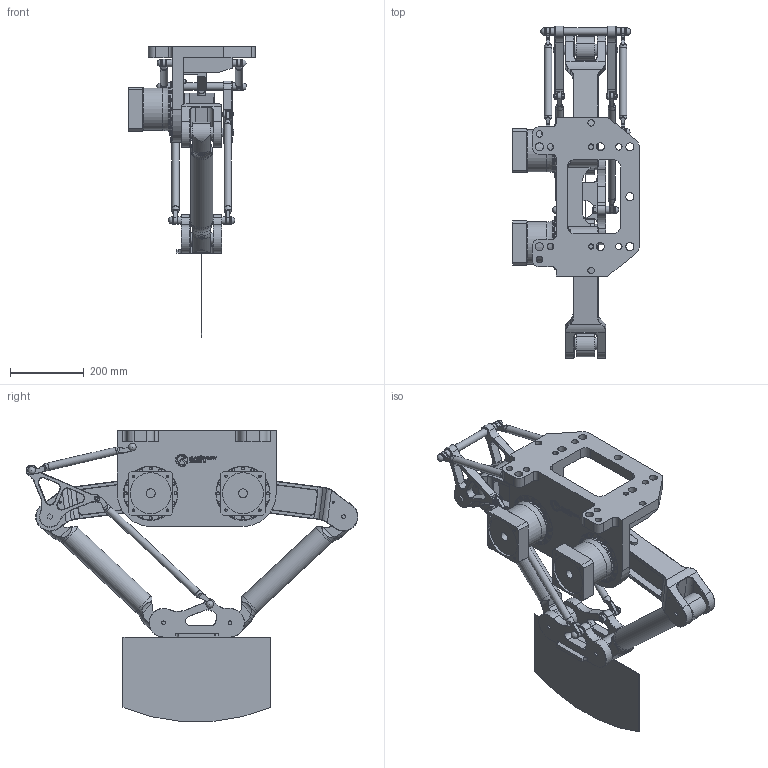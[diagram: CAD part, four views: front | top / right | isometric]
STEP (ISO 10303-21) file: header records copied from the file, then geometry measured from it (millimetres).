
FILE_DESCRIPTION(/* description */ (''),/* implementation_level */ '2;1');
FILE_NAME(/* name */ '3D-model_A_00932.stp',/* time_stamp */ '2025-03-25T15:15:03+01:00',/* author */ ('lars.merkel'),/* organization */ ('Majatronic'),/* preprocessor_version */ 'ST-DEVELOPER v19.2',/* originating_system */ 'Autodesk Inventor 2023',/* authorisation */ '');
FILE_SCHEMA (('AUTOMOTIVE_DESIGN { 1 0 10303 214 3 1 1 }'));
Products named in the file (12): A_00927_DUMMY; MT_BGR00020908MT_BGR; MT_WST00065198MT_WST; MT_WST00055121MT_WST; MT_WST00065199MT_WST; MT_WST00060925MT_WST; MT_WST00112058 Dummy Oberarm; MT_WST00112061; MT_WST00112060; MT_WST00112062; MT_WST00112023; MT_WST00112056
Assembly tree (15 placements, depth 3):
  A_00927_DUMMY
    MT_BGR00020908MT_BGR
      MT_WST00065198MT_WST
      MT_WST00055121MT_WST  x2
    MT_WST00065199MT_WST
    MT_WST00060925MT_WST
    MT_WST00112058 Dummy Oberarm
    MT_WST00112060  x2
    MT_WST00112061  x2
    MT_WST00112062  x2
    MT_WST00112023
    MT_WST00112056
Bounding box: 342 x 899.25 x 788.38 mm (x, y, z)
Volume: 16360015.3 mm3; surface area: 1728242.9 mm2
Topology: 15 solids, 15 shells, 2109 faces, 5031 edges, 3183 vertices
Faces by surface type: plane 965, cylinder 667, cone 311, bspline 108, torus 52, sphere 6
Full cylindrical faces by diameter (mm): 4.917 x12, 5 x32, 5.5 x32, 6 x1, 6.647 x38, 8 x2, 8.5 x32, 10 x36, 10.106 x1, 12 x5, 15 x4, 17.294 x8, 18 x16, 19.8 x8, 20 x26, 22 x7, 24 x2, 25 x2, 32 x8, 40 x2, 45 x1, 59.8 x4, 60 x6, 80 x4, 88 x2, 110 x4, 111 x2, 115 x2, 115.4 x2, 119.997 x2
Entity records: 59212 total; most frequent: CARTESIAN_POINT 15911, DIRECTION 8834, ORIENTED_EDGE 8496, EDGE_CURVE 4248, AXIS2_PLACEMENT_3D 3171, VERTEX_POINT 2707, LINE 2492, VECTOR 2492
